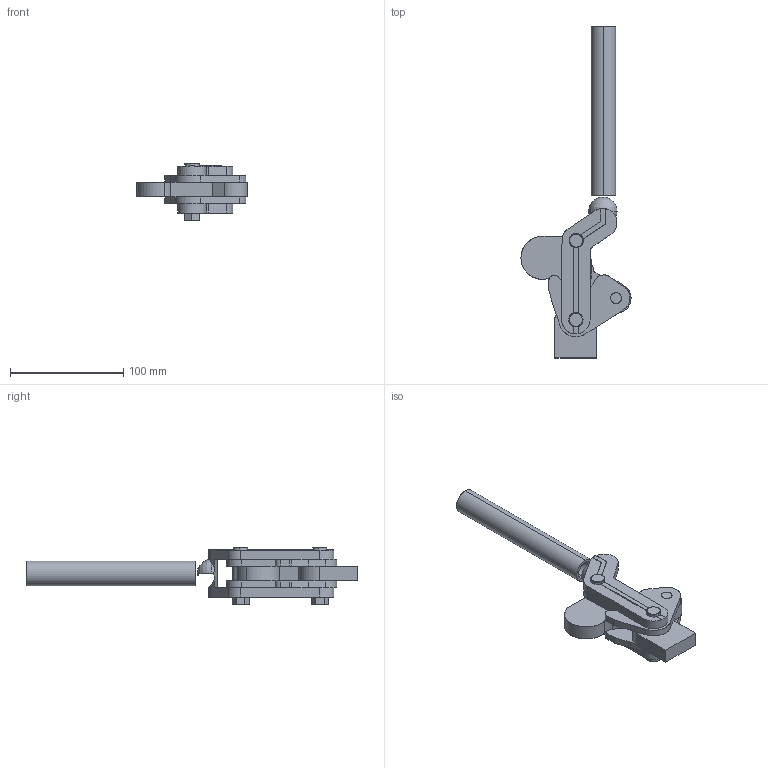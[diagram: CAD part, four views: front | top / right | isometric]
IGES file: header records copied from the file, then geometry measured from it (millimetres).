
Start section: SolidWorks IGES file using analytic representation for surfaces
Bounding box: 97.29 x 293.25 x 50.81 mm (x, y, z)
Surface area: 76109.6 mm2 (no closed solid volume)
Topology: 0 solids, 0 shells, 254 faces, 3849 edges, 3848 vertices
Faces by surface type: revolution 134, bspline 120
